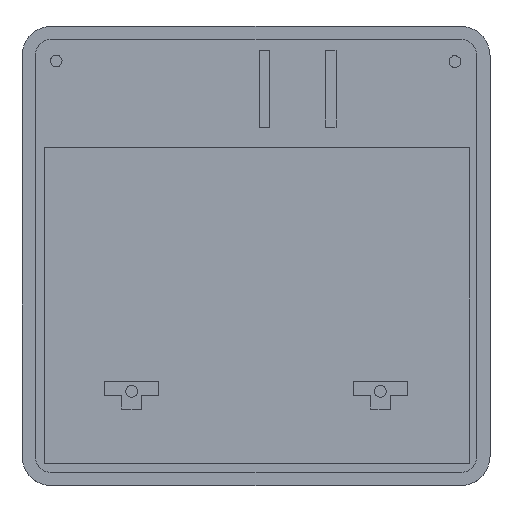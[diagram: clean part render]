
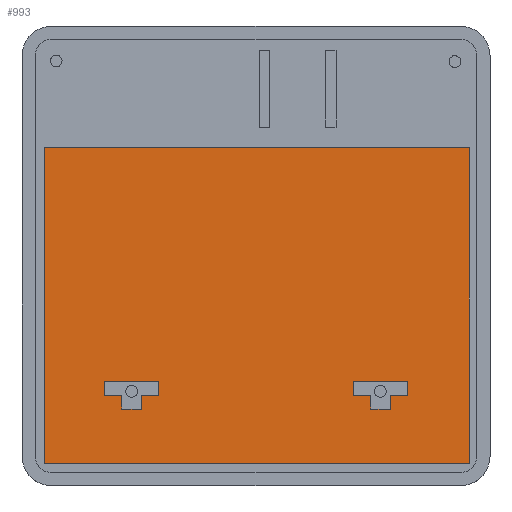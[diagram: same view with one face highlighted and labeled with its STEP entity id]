
A CAD part, top view. The second image highlights one B-rep face of the part: STEP entity #993.
In plain terms, the highlighted planar face has unit normal (0, 0, 1).
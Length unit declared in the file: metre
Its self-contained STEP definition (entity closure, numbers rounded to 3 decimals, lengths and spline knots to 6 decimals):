
#70=ORIENTED_EDGE('',*,*,#350,.F.);
#71=ORIENTED_EDGE('',*,*,#351,.T.);
#72=ORIENTED_EDGE('',*,*,#352,.T.);
#73=ORIENTED_EDGE('',*,*,#353,.F.);
#74=ORIENTED_EDGE('',*,*,#354,.T.);
#75=ORIENTED_EDGE('',*,*,#355,.F.);
#76=ORIENTED_EDGE('',*,*,#356,.F.);
#77=ORIENTED_EDGE('',*,*,#357,.F.);
#78=ORIENTED_EDGE('',*,*,#358,.T.);
#79=ORIENTED_EDGE('',*,*,#359,.T.);
#80=ORIENTED_EDGE('',*,*,#360,.F.);
#81=ORIENTED_EDGE('',*,*,#361,.T.);
#82=ORIENTED_EDGE('',*,*,#362,.F.);
#83=ORIENTED_EDGE('',*,*,#363,.F.);
#84=ORIENTED_EDGE('',*,*,#364,.F.);
#85=ORIENTED_EDGE('',*,*,#365,.F.);
#86=ORIENTED_EDGE('',*,*,#366,.T.);
#87=ORIENTED_EDGE('',*,*,#367,.T.);
#88=ORIENTED_EDGE('',*,*,#368,.T.);
#89=ORIENTED_EDGE('',*,*,#369,.T.);
#350=EDGE_CURVE('',#490,#491,#580,.T.);
#351=EDGE_CURVE('',#490,#492,#581,.T.);
#352=EDGE_CURVE('',#492,#493,#582,.T.);
#353=EDGE_CURVE('',#494,#493,#583,.T.);
#354=EDGE_CURVE('',#494,#495,#584,.T.);
#355=EDGE_CURVE('',#496,#495,#585,.T.);
#356=EDGE_CURVE('',#497,#496,#586,.T.);
#357=EDGE_CURVE('',#491,#497,#587,.T.);
#358=EDGE_CURVE('',#498,#499,#588,.T.);
#359=EDGE_CURVE('',#499,#500,#589,.T.);
#360=EDGE_CURVE('',#501,#500,#590,.T.);
#361=EDGE_CURVE('',#501,#502,#591,.T.);
#362=EDGE_CURVE('',#503,#502,#592,.T.);
#363=EDGE_CURVE('',#504,#503,#593,.T.);
#364=EDGE_CURVE('',#505,#504,#594,.T.);
#365=EDGE_CURVE('',#498,#505,#595,.T.);
#366=EDGE_CURVE('',#506,#507,#596,.T.);
#367=EDGE_CURVE('',#507,#508,#597,.T.);
#368=EDGE_CURVE('',#508,#509,#598,.T.);
#369=EDGE_CURVE('',#509,#506,#599,.T.);
#490=VERTEX_POINT('',#1483);
#491=VERTEX_POINT('',#1484);
#492=VERTEX_POINT('',#1486);
#493=VERTEX_POINT('',#1488);
#494=VERTEX_POINT('',#1490);
#495=VERTEX_POINT('',#1492);
#496=VERTEX_POINT('',#1494);
#497=VERTEX_POINT('',#1496);
#498=VERTEX_POINT('',#1499);
#499=VERTEX_POINT('',#1500);
#500=VERTEX_POINT('',#1502);
#501=VERTEX_POINT('',#1504);
#502=VERTEX_POINT('',#1506);
#503=VERTEX_POINT('',#1508);
#504=VERTEX_POINT('',#1510);
#505=VERTEX_POINT('',#1512);
#506=VERTEX_POINT('',#1515);
#507=VERTEX_POINT('',#1516);
#508=VERTEX_POINT('',#1518);
#509=VERTEX_POINT('',#1520);
#580=LINE('',#1482,#696);
#581=LINE('',#1485,#697);
#582=LINE('',#1487,#698);
#583=LINE('',#1489,#699);
#584=LINE('',#1491,#700);
#585=LINE('',#1493,#701);
#586=LINE('',#1495,#702);
#587=LINE('',#1497,#703);
#588=LINE('',#1498,#704);
#589=LINE('',#1501,#705);
#590=LINE('',#1503,#706);
#591=LINE('',#1505,#707);
#592=LINE('',#1507,#708);
#593=LINE('',#1509,#709);
#594=LINE('',#1511,#710);
#595=LINE('',#1513,#711);
#596=LINE('',#1514,#712);
#597=LINE('',#1517,#713);
#598=LINE('',#1519,#714);
#599=LINE('',#1521,#715);
#696=VECTOR('',#1183,1.);
#697=VECTOR('',#1184,1.);
#698=VECTOR('',#1185,1.);
#699=VECTOR('',#1186,1.);
#700=VECTOR('',#1187,1.);
#701=VECTOR('',#1188,1.);
#702=VECTOR('',#1189,1.);
#703=VECTOR('',#1190,1.);
#704=VECTOR('',#1191,1.);
#705=VECTOR('',#1192,1.);
#706=VECTOR('',#1193,1.);
#707=VECTOR('',#1194,1.);
#708=VECTOR('',#1195,1.);
#709=VECTOR('',#1196,1.);
#710=VECTOR('',#1197,1.);
#711=VECTOR('',#1198,1.);
#712=VECTOR('',#1199,1.);
#713=VECTOR('',#1200,1.);
#714=VECTOR('',#1201,1.);
#715=VECTOR('',#1202,1.);
#802=EDGE_LOOP('',(#70,#71,#72,#73,#74,#75,#76,#77));
#803=EDGE_LOOP('',(#78,#79,#80,#81,#82,#83,#84,#85));
#804=EDGE_LOOP('',(#86,#87,#88,#89));
#876=FACE_BOUND('',#802,.T.);
#877=FACE_BOUND('',#803,.T.);
#878=FACE_BOUND('',#804,.T.);
#945=PLANE('',#1072);
#993=ADVANCED_FACE('',(#876,#877,#878),#945,.T.);
#1072=AXIS2_PLACEMENT_3D('',#1481,#1181,#1182);
#1181=DIRECTION('',(0.,0.,1.));
#1182=DIRECTION('',(1.,0.,0.));
#1183=DIRECTION('',(1.,0.,0.));
#1184=DIRECTION('',(-0.002,1.,0.));
#1185=DIRECTION('',(-1.,0.,0.));
#1186=DIRECTION('',(0.,-1.,0.));
#1187=DIRECTION('',(1.,0.,0.));
#1188=DIRECTION('',(0.,1.,0.));
#1189=DIRECTION('',(1.,0.,0.));
#1190=DIRECTION('',(0.,1.,0.));
#1191=DIRECTION('',(-0.002,1.,0.));
#1192=DIRECTION('',(-1.,0.,0.));
#1193=DIRECTION('',(0.,-1.,0.));
#1194=DIRECTION('',(1.,0.,0.));
#1195=DIRECTION('',(0.,1.,0.));
#1196=DIRECTION('',(1.,0.,0.));
#1197=DIRECTION('',(0.,1.,0.));
#1198=DIRECTION('',(1.,0.,0.));
#1199=DIRECTION('',(1.,0.,0.));
#1200=DIRECTION('',(0.,1.,0.));
#1201=DIRECTION('',(-1.,0.,0.));
#1202=DIRECTION('',(0.,-1.,0.));
#1481=CARTESIAN_POINT('',(-0.002535,-0.000682,0.002));
#1482=CARTESIAN_POINT('',(-0.031158,-0.035878,0.002));
#1483=CARTESIAN_POINT('',(-0.033429,-0.035878,0.002));
#1484=CARTESIAN_POINT('',(-0.028886,-0.035878,0.002));
#1485=CARTESIAN_POINT('',(-0.033433,-0.034311,0.002));
#1486=CARTESIAN_POINT('',(-0.033436,-0.032744,0.002));
#1487=CARTESIAN_POINT('',(-0.035436,-0.032744,0.002));
#1488=CARTESIAN_POINT('',(-0.037436,-0.032744,0.002));
#1489=CARTESIAN_POINT('',(-0.037436,-0.031131,0.002));
#1490=CARTESIAN_POINT('',(-0.037436,-0.029518,0.002));
#1491=CARTESIAN_POINT('',(-0.031161,-0.029518,0.002));
#1492=CARTESIAN_POINT('',(-0.024886,-0.029518,0.002));
#1493=CARTESIAN_POINT('',(-0.024886,-0.031148,0.002));
#1494=CARTESIAN_POINT('',(-0.024886,-0.032778,0.002));
#1495=CARTESIAN_POINT('',(-0.026886,-0.032778,0.002));
#1496=CARTESIAN_POINT('',(-0.028886,-0.032778,0.002));
#1497=CARTESIAN_POINT('',(-0.028886,-0.034328,0.002));
#1498=CARTESIAN_POINT('',(0.023831,-0.034311,0.002));
#1499=CARTESIAN_POINT('',(0.023834,-0.035878,0.002));
#1500=CARTESIAN_POINT('',(0.023827,-0.032744,0.002));
#1501=CARTESIAN_POINT('',(0.021827,-0.032744,0.002));
#1502=CARTESIAN_POINT('',(0.019827,-0.032744,0.002));
#1503=CARTESIAN_POINT('',(0.019827,-0.031131,0.002));
#1504=CARTESIAN_POINT('',(0.019827,-0.029518,0.002));
#1505=CARTESIAN_POINT('',(0.026102,-0.029518,0.002));
#1506=CARTESIAN_POINT('',(0.032377,-0.029518,0.002));
#1507=CARTESIAN_POINT('',(0.032377,-0.031148,0.002));
#1508=CARTESIAN_POINT('',(0.032377,-0.032778,0.002));
#1509=CARTESIAN_POINT('',(0.030377,-0.032778,0.002));
#1510=CARTESIAN_POINT('',(0.028377,-0.032778,0.002));
#1511=CARTESIAN_POINT('',(0.028377,-0.034328,0.002));
#1512=CARTESIAN_POINT('',(0.028377,-0.035878,0.002));
#1513=CARTESIAN_POINT('',(0.026106,-0.035878,0.002));
#1514=CARTESIAN_POINT('',(0.045475,-0.048369,0.002));
#1515=CARTESIAN_POINT('',(-0.051235,-0.048369,0.002));
#1516=CARTESIAN_POINT('',(0.046485,-0.048369,0.002));
#1517=CARTESIAN_POINT('',(0.046485,-0.01207,0.002));
#1518=CARTESIAN_POINT('',(0.046485,0.02423,0.002));
#1519=CARTESIAN_POINT('',(-0.04919,0.02423,0.002));
#1520=CARTESIAN_POINT('',(-0.051235,0.02423,0.002));
#1521=CARTESIAN_POINT('',(-0.051235,-0.01207,0.002));
